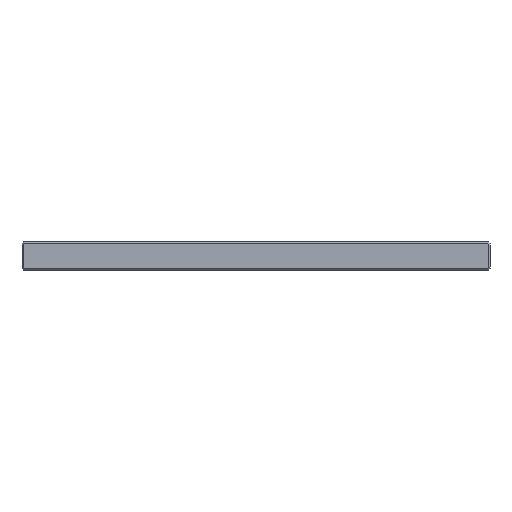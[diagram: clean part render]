
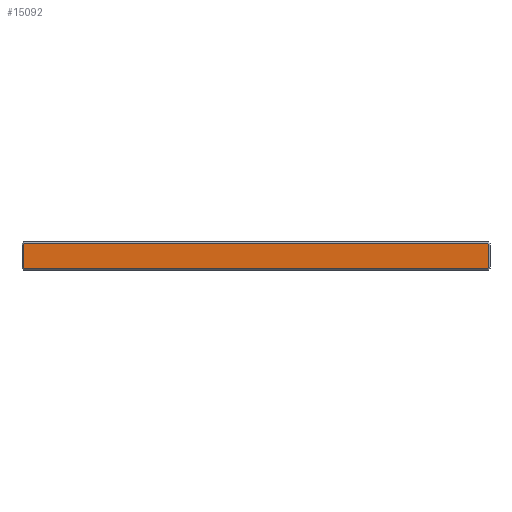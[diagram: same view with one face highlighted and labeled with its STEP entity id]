
A CAD part, front view. The second image highlights one B-rep face of the part: STEP entity #15092.
In plain terms, the highlighted planar face has unit normal (0, -1, 0).
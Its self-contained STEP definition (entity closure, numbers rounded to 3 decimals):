
#10633=FACE_OUTER_BOUND('',#29702,.T.);
#15092=ADVANCED_FACE('',(#10633),#20304,.T.);
#20304=PLANE('',#106317);
#29702=EDGE_LOOP('',(#36237,#36238,#36239,#36240,#36241,#36242,#36243,#36244));
#36237=ORIENTED_EDGE('',*,*,#73521,.T.);
#36238=ORIENTED_EDGE('',*,*,#73522,.F.);
#36239=ORIENTED_EDGE('',*,*,#73523,.T.);
#36240=ORIENTED_EDGE('',*,*,#73524,.T.);
#36241=ORIENTED_EDGE('',*,*,#73525,.T.);
#36242=ORIENTED_EDGE('',*,*,#73526,.F.);
#36243=ORIENTED_EDGE('',*,*,#73527,.T.);
#36244=ORIENTED_EDGE('',*,*,#73528,.T.);
#64045=VERTEX_POINT('',#140343);
#64046=VERTEX_POINT('',#140344);
#64047=VERTEX_POINT('',#140346);
#64048=VERTEX_POINT('',#140348);
#64049=VERTEX_POINT('',#140350);
#64050=VERTEX_POINT('',#140352);
#64051=VERTEX_POINT('',#140354);
#64052=VERTEX_POINT('',#140356);
#73521=EDGE_CURVE('',#64045,#64046,#87337,.T.);
#73522=EDGE_CURVE('',#64047,#64046,#87338,.T.);
#73523=EDGE_CURVE('',#64047,#64048,#87339,.T.);
#73524=EDGE_CURVE('',#64048,#64049,#87340,.T.);
#73525=EDGE_CURVE('',#64049,#64050,#87341,.T.);
#73526=EDGE_CURVE('',#64051,#64050,#87342,.T.);
#73527=EDGE_CURVE('',#64051,#64052,#87343,.T.);
#73528=EDGE_CURVE('',#64052,#64045,#87344,.T.);
#87337=LINE('',#140342,#96869);
#87338=LINE('',#140345,#96870);
#87339=LINE('',#140347,#96871);
#87340=LINE('',#140349,#96872);
#87341=LINE('',#140351,#96873);
#87342=LINE('',#140353,#96874);
#87343=LINE('',#140355,#96875);
#87344=LINE('',#140357,#96876);
#96869=VECTOR('',#114388,1.);
#96870=VECTOR('',#114389,1.);
#96871=VECTOR('',#114390,1.);
#96872=VECTOR('',#114391,1.);
#96873=VECTOR('',#114392,1.);
#96874=VECTOR('',#114393,1.);
#96875=VECTOR('',#114394,1.);
#96876=VECTOR('',#114395,1.);
#106317=AXIS2_PLACEMENT_3D('',#140358,#114396,#114397);
#114388=DIRECTION('',(-1.,0.,0.));
#114389=DIRECTION('',(0.577,0.,0.816));
#114390=DIRECTION('',(0.,0.,-1.));
#114391=DIRECTION('',(0.577,0.,-0.816));
#114392=DIRECTION('',(1.,0.,0.));
#114393=DIRECTION('',(-0.577,0.,-0.816));
#114394=DIRECTION('',(0.,0.,1.));
#114395=DIRECTION('',(-0.577,0.,0.816));
#114396=DIRECTION('',(0.,-1.,0.));
#114397=DIRECTION('',(1.,0.,0.));
#140342=CARTESIAN_POINT('',(-75.,-4.5,4.));
#140343=CARTESIAN_POINT('',(74.3,-4.5,4.));
#140344=CARTESIAN_POINT('',(-74.3,-4.5,4.));
#140345=CARTESIAN_POINT('',(-74.582,-4.5,3.601));
#140346=CARTESIAN_POINT('',(-74.5,-4.5,3.717));
#140347=CARTESIAN_POINT('',(-74.5,-4.5,-4.));
#140348=CARTESIAN_POINT('',(-74.5,-4.5,-3.717));
#140349=CARTESIAN_POINT('',(-78.54,-4.5,1.997));
#140350=CARTESIAN_POINT('',(-74.3,-4.5,-4.));
#140351=CARTESIAN_POINT('',(-75.,-4.5,-4.));
#140352=CARTESIAN_POINT('',(74.3,-4.5,-4.));
#140353=CARTESIAN_POINT('',(74.582,-4.5,-3.601));
#140354=CARTESIAN_POINT('',(74.5,-4.5,-3.717));
#140355=CARTESIAN_POINT('',(74.5,-4.5,4.5));
#140356=CARTESIAN_POINT('',(74.5,-4.5,3.717));
#140357=CARTESIAN_POINT('',(24.298,-4.5,74.714));
#140358=CARTESIAN_POINT('',(-75.,-4.5,4.5));
